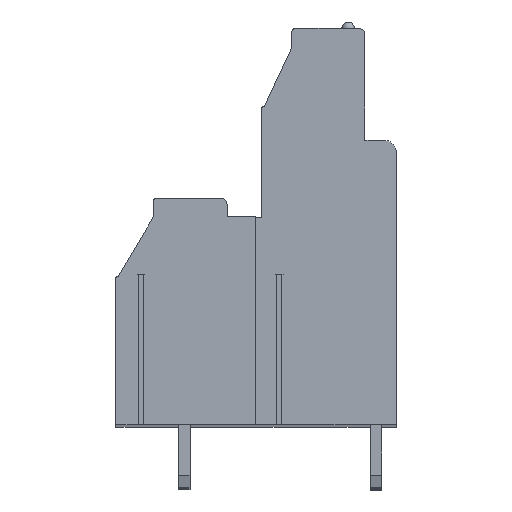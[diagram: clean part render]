
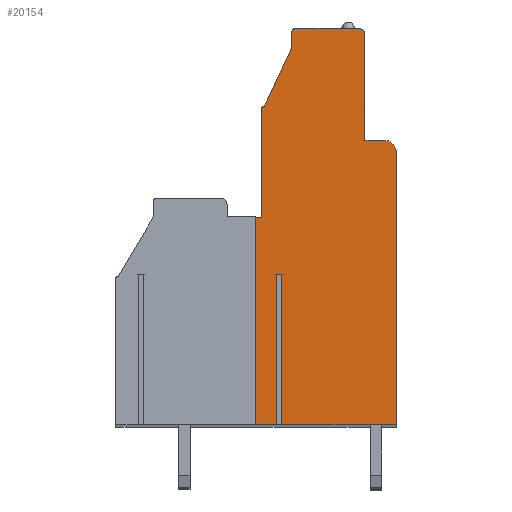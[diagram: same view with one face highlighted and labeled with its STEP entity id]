
A CAD part, top view. The second image highlights one B-rep face of the part: STEP entity #20154.
In plain terms, the highlighted planar face has unit normal (0, 0, 1).
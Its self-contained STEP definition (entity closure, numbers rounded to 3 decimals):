
#13=DIRECTION('',(0.,-1.,0.));
#14=VECTOR('',#13,8.6);
#15=CARTESIAN_POINT('',(-5.15,8.6,104.14));
#16=LINE('',#15,#14);
#17=CARTESIAN_POINT('',(-4.95,8.6,104.14));
#18=DIRECTION('',(0.,0.,1.));
#19=DIRECTION('',(0.,1.,0.));
#20=AXIS2_PLACEMENT_3D('',#17,#18,#19);
#22=DIRECTION('',(-0.424,-0.906,0.));
#23=VECTOR('',#22,5.189);
#24=CARTESIAN_POINT('',(-2.75,13.5,104.14));
#25=LINE('',#24,#23);
#26=DIRECTION('',(0.,-1.,0.));
#27=VECTOR('',#26,1.2);
#28=CARTESIAN_POINT('',(-2.75,14.7,104.14));
#29=LINE('',#28,#27);
#30=CARTESIAN_POINT('',(-2.45,14.7,104.14));
#31=DIRECTION('',(0.,0.,1.));
#32=DIRECTION('',(0.,1.,0.));
#33=AXIS2_PLACEMENT_3D('',#30,#31,#32);
#35=DIRECTION('',(-1.,0.,0.));
#36=VECTOR('',#35,5.);
#37=CARTESIAN_POINT('',(2.55,15.,104.14));
#38=LINE('',#37,#36);
#39=CARTESIAN_POINT('',(2.55,14.5,104.14));
#40=DIRECTION('',(0.,0.,1.));
#41=DIRECTION('',(1.,0.,0.));
#42=AXIS2_PLACEMENT_3D('',#39,#40,#41);
#44=DIRECTION('',(0.,1.,0.));
#45=VECTOR('',#44,8.4);
#46=CARTESIAN_POINT('',(3.05,6.1,104.14));
#47=LINE('',#46,#45);
#48=DIRECTION('',(-1.,0.,0.));
#49=VECTOR('',#48,1.5);
#50=CARTESIAN_POINT('',(4.55,6.1,104.14));
#51=LINE('',#50,#49);
#52=CARTESIAN_POINT('',(4.55,5.1,104.14));
#53=DIRECTION('',(0.,0.,1.));
#54=DIRECTION('',(1.,0.,0.));
#55=AXIS2_PLACEMENT_3D('',#52,#53,#54);
#57=DIRECTION('',(0.,1.,0.));
#58=VECTOR('',#57,21.6);
#59=CARTESIAN_POINT('',(5.55,-16.5,104.14));
#60=LINE('',#59,#58);
#61=DIRECTION('',(0.,1.,0.));
#62=VECTOR('',#61,11.95);
#63=CARTESIAN_POINT('',(-3.56,-16.5,104.14));
#64=LINE('',#63,#62);
#65=DIRECTION('',(-1.,0.,0.));
#66=VECTOR('',#65,0.38);
#67=CARTESIAN_POINT('',(-3.56,-4.55,104.14));
#68=LINE('',#67,#66);
#69=DIRECTION('',(0.,1.,0.));
#70=VECTOR('',#69,11.95);
#71=CARTESIAN_POINT('',(-3.94,-16.5,104.14));
#72=LINE('',#71,#70);
#77=DIRECTION('',(0.,-1.,0.));
#78=VECTOR('',#77,16.5);
#79=CARTESIAN_POINT('',(-5.65,0.,104.14));
#80=LINE('',#79,#78);
#174=DIRECTION('',(1.,0.,0.));
#175=VECTOR('',#174,1.71);
#176=CARTESIAN_POINT('',(-5.65,-16.5,104.14));
#177=LINE('',#176,#175);
#200=DIRECTION('',(1.,0.,0.));
#201=VECTOR('',#200,9.11);
#202=CARTESIAN_POINT('',(-3.56,-16.5,104.14));
#203=LINE('',#202,#201);
#1570=DIRECTION('',(-1.,0.,0.));
#1571=VECTOR('',#1570,0.5);
#1572=CARTESIAN_POINT('',(-5.15,0.,104.14));
#1573=LINE('',#1572,#1571);
#15523=CARTESIAN_POINT('',(5.55,-16.5,104.14));
#15524=CARTESIAN_POINT('',(5.55,5.1,104.14));
#15525=VERTEX_POINT('',#15523);
#15526=VERTEX_POINT('',#15524);
#15527=CARTESIAN_POINT('',(4.55,6.1,104.14));
#15528=VERTEX_POINT('',#15527);
#15529=CARTESIAN_POINT('',(3.05,6.1,104.14));
#15530=VERTEX_POINT('',#15529);
#15531=CARTESIAN_POINT('',(3.05,14.5,104.14));
#15532=VERTEX_POINT('',#15531);
#15533=CARTESIAN_POINT('',(2.55,15.,104.14));
#15534=VERTEX_POINT('',#15533);
#15535=CARTESIAN_POINT('',(-2.45,15.,104.14));
#15536=VERTEX_POINT('',#15535);
#15537=CARTESIAN_POINT('',(-2.75,14.7,104.14));
#15538=VERTEX_POINT('',#15537);
#15539=CARTESIAN_POINT('',(-2.75,13.5,104.14));
#15540=VERTEX_POINT('',#15539);
#15541=CARTESIAN_POINT('',(-4.95,8.8,104.14));
#15542=VERTEX_POINT('',#15541);
#15543=CARTESIAN_POINT('',(-5.15,8.6,104.14));
#15544=VERTEX_POINT('',#15543);
#15545=CARTESIAN_POINT('',(-5.15,0.,104.14));
#15546=VERTEX_POINT('',#15545);
#15591=CARTESIAN_POINT('',(-3.56,-4.55,104.14));
#15592=CARTESIAN_POINT('',(-3.94,-4.55,104.14));
#15593=VERTEX_POINT('',#15591);
#15594=VERTEX_POINT('',#15592);
#15595=CARTESIAN_POINT('',(-3.94,-16.5,104.14));
#15596=VERTEX_POINT('',#15595);
#15597=CARTESIAN_POINT('',(-3.56,-16.5,104.14));
#15598=VERTEX_POINT('',#15597);
#15765=CARTESIAN_POINT('',(-5.65,-16.5,104.14));
#15767=VERTEX_POINT('',#15765);
#15769=CARTESIAN_POINT('',(-5.65,0.,104.14));
#15770=VERTEX_POINT('',#15769);
#20111=CARTESIAN_POINT('',(0.,0.,104.14));
#20112=DIRECTION('',(0.,0.,1.));
#20113=DIRECTION('',(1.,0.,0.));
#20114=AXIS2_PLACEMENT_3D('',#20111,#20112,#20113);
#20115=PLANE('',#20114);
#20117=ORIENTED_EDGE('',*,*,#20116,.F.);
#20119=ORIENTED_EDGE('',*,*,#20118,.F.);
#20121=ORIENTED_EDGE('',*,*,#20120,.F.);
#20123=ORIENTED_EDGE('',*,*,#20122,.F.);
#20125=ORIENTED_EDGE('',*,*,#20124,.F.);
#20127=ORIENTED_EDGE('',*,*,#20126,.F.);
#20129=ORIENTED_EDGE('',*,*,#20128,.F.);
#20131=ORIENTED_EDGE('',*,*,#20130,.F.);
#20133=ORIENTED_EDGE('',*,*,#20132,.F.);
#20135=ORIENTED_EDGE('',*,*,#20134,.F.);
#20137=ORIENTED_EDGE('',*,*,#20136,.F.);
#20139=ORIENTED_EDGE('',*,*,#20138,.F.);
#20141=ORIENTED_EDGE('',*,*,#20140,.F.);
#20143=ORIENTED_EDGE('',*,*,#20142,.F.);
#20145=ORIENTED_EDGE('',*,*,#20144,.T.);
#20147=ORIENTED_EDGE('',*,*,#20146,.T.);
#20149=ORIENTED_EDGE('',*,*,#20148,.F.);
#20151=ORIENTED_EDGE('',*,*,#20150,.F.);
#20152=EDGE_LOOP('',(#20117,#20119,#20121,#20123,#20125,#20127,#20129,#20131,
#20133,#20135,#20137,#20139,#20141,#20143,#20145,#20147,#20149,#20151));
#20153=FACE_OUTER_BOUND('',#20152,.F.);
#21=CIRCLE('',#20,0.2);
#34=CIRCLE('',#33,0.3);
#43=CIRCLE('',#42,0.5);
#56=CIRCLE('',#55,1.);
#20116=EDGE_CURVE('',#15770,#15767,#80,.T.);
#20118=EDGE_CURVE('',#15546,#15770,#1573,.T.);
#20120=EDGE_CURVE('',#15544,#15546,#16,.T.);
#20122=EDGE_CURVE('',#15542,#15544,#21,.T.);
#20124=EDGE_CURVE('',#15540,#15542,#25,.T.);
#20126=EDGE_CURVE('',#15538,#15540,#29,.T.);
#20128=EDGE_CURVE('',#15536,#15538,#34,.T.);
#20130=EDGE_CURVE('',#15534,#15536,#38,.T.);
#20132=EDGE_CURVE('',#15532,#15534,#43,.T.);
#20134=EDGE_CURVE('',#15530,#15532,#47,.T.);
#20136=EDGE_CURVE('',#15528,#15530,#51,.T.);
#20138=EDGE_CURVE('',#15526,#15528,#56,.T.);
#20140=EDGE_CURVE('',#15525,#15526,#60,.T.);
#20142=EDGE_CURVE('',#15598,#15525,#203,.T.);
#20144=EDGE_CURVE('',#15598,#15593,#64,.T.);
#20146=EDGE_CURVE('',#15593,#15594,#68,.T.);
#20148=EDGE_CURVE('',#15596,#15594,#72,.T.);
#20150=EDGE_CURVE('',#15767,#15596,#177,.T.);
#20154=ADVANCED_FACE('',(#20153),#20115,.T.);
